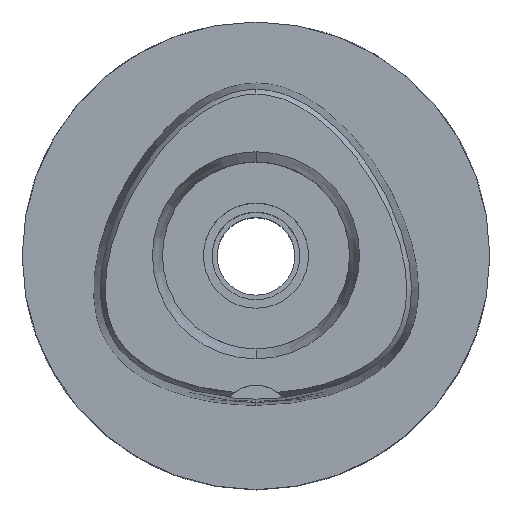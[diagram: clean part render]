
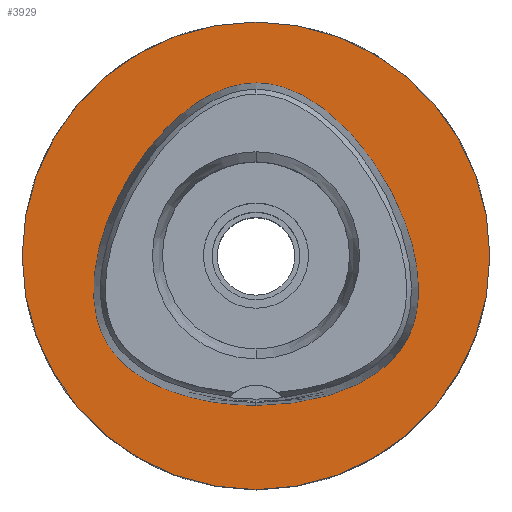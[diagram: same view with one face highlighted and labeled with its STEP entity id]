
A CAD part, top view. The second image highlights one B-rep face of the part: STEP entity #3929.
In plain terms, the highlighted planar face has unit normal (0, 0, 1).
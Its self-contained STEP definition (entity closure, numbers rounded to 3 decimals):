
#44 = CARTESIAN_POINT ( 'NONE',  ( 0., -40., 0. ) ) ;
#75 = CARTESIAN_POINT ( 'NONE',  ( -27.855, -5.338, 0. ) ) ;
#100 = EDGE_CURVE ( 'NONE', #1764, #5011, #381, .T. ) ;
#106 = FACE_OUTER_BOUND ( 'NONE', #5110, .T. ) ;
#152 = CARTESIAN_POINT ( 'NONE',  ( 24.775, -16.122, 0. ) ) ;
#153 = CARTESIAN_POINT ( 'NONE',  ( 0., 0., 0. ) ) ;
#171 = CARTESIAN_POINT ( 'NONE',  ( 22.339, 12.897, 0. ) ) ;
#381 = B_SPLINE_CURVE_WITH_KNOTS ( 'NONE', 3,
 ( #2103, #4175, #2983, #565, #539, #1327, #2908, #933, #152, #1740, #2158, #3746, #3331, #5000, #1421, #3007, #2504, #171, #4103, #4948, #1375, #1143, #2646, #5133, #5081 ),
 .UNSPECIFIED., .F., .F.,
 ( 4, 1, 1, 1, 1, 1, 1, 1, 1, 1, 1, 1, 1, 1, 1, 1, 1, 1, 1, 1, 1, 1, 4 ),
 ( 0., 0.083, 0.125, 0.167, 0.208, 0.25, 0.292, 0.313, 0.333, 0.354, 0.375, 0.417, 0.458, 0.5, 0.542, 0.583, 0.667, 0.75, 0.833, 0.875, 0.917, 0.958, 1. ),
 .UNSPECIFIED. ) ;
#386 = CARTESIAN_POINT ( 'NONE',  ( -6.692, -25.245, 0. ) ) ;
#413 = CARTESIAN_POINT ( 'NONE',  ( -26.772, 1.9, 0. ) ) ;
#539 = CARTESIAN_POINT ( 'NONE',  ( 15.298, -22.965, 0. ) ) ;
#565 = CARTESIAN_POINT ( 'NONE',  ( 11.74, -24.136, 0. ) ) ;
#567 = DIRECTION ( 'NONE',  ( 0., 0., -1. ) ) ;
#638 = CARTESIAN_POINT ( 'NONE',  ( 0., -25.575, 0. ) ) ;
#765 = EDGE_CURVE ( 'NONE', #4623, #4808, #4816, .T. ) ;
#773 = CARTESIAN_POINT ( 'NONE',  ( -27.101, -11.411, 0. ) ) ;
#802 = CARTESIAN_POINT ( 'NONE',  ( -17.753, 19.522, 0. ) ) ;
#888 = CARTESIAN_POINT ( 'NONE',  ( 0., 0., 0. ) ) ;
#933 = CARTESIAN_POINT ( 'NONE',  ( 23.433, -17.764, 0. ) ) ;
#934 = CARTESIAN_POINT ( 'NONE',  ( -13.218, 24.044, 0. ) ) ;
#944 = ORIENTED_EDGE ( 'NONE', *, *, #765, .F. ) ;
#1143 = CARTESIAN_POINT ( 'NONE',  ( 6.262, 28.351, 0. ) ) ;
#1272 = CARTESIAN_POINT ( 'NONE',  ( -15.298, -22.965, 0. ) ) ;
#1279 = FACE_BOUND ( 'NONE', #3496, .T. ) ;
#1310 = DIRECTION ( 'NONE',  ( 0., 0., -1. ) ) ;
#1327 = CARTESIAN_POINT ( 'NONE',  ( 18.55, -21.454, 0. ) ) ;
#1328 = CARTESIAN_POINT ( 'NONE',  ( -1.05, 29.575, 0. ) ) ;
#1330 = DIRECTION ( 'NONE',  ( 0., -1., 0. ) ) ;
#1375 = CARTESIAN_POINT ( 'NONE',  ( 9.305, 26.792, 0. ) ) ;
#1421 = CARTESIAN_POINT ( 'NONE',  ( 27.537, -1.766, 0. ) ) ;
#1509 = ORIENTED_EDGE ( 'NONE', *, *, #3889, .F. ) ;
#1558 = CARTESIAN_POINT ( 'NONE',  ( -23.433, -17.764, 0. ) ) ;
#1619 = EDGE_CURVE ( 'NONE', #5011, #1764, #4234, .T. ) ;
#1690 = PLANE ( 'NONE',  #2408 ) ;
#1722 = DIRECTION ( 'NONE',  ( 0., 1., 0. ) ) ;
#1740 = CARTESIAN_POINT ( 'NONE',  ( 25.638, -14.802, 0. ) ) ;
#1741 = DIRECTION ( 'NONE',  ( 0., -1., 0. ) ) ;
#1764 = VERTEX_POINT ( 'NONE', #638 ) ;
#2016 = CARTESIAN_POINT ( 'NONE',  ( -27.537, -1.766, 0. ) ) ;
#2044 = CARTESIAN_POINT ( 'NONE',  ( -11.74, -24.136, 0. ) ) ;
#2103 = CARTESIAN_POINT ( 'NONE',  ( 0., -25.575, 0. ) ) ;
#2158 = CARTESIAN_POINT ( 'NONE',  ( 26.349, -13.395, 0. ) ) ;
#2374 = CARTESIAN_POINT ( 'NONE',  ( -26.349, -13.395, 0. ) ) ;
#2393 = AXIS2_PLACEMENT_3D ( 'NONE', #4905, #567, #1330 ) ;
#2408 = AXIS2_PLACEMENT_3D ( 'NONE', #153, #4925, #1741 ) ;
#2425 = CARTESIAN_POINT ( 'NONE',  ( -25.638, -14.802, 0. ) ) ;
#2440 = ORIENTED_EDGE ( 'NONE', *, *, #100, .F. ) ;
#2473 = CIRCLE ( 'NONE', #2393, 40. ) ;
#2504 = CARTESIAN_POINT ( 'NONE',  ( 25.209, 6.827, 0. ) ) ;
#2527 = CARTESIAN_POINT ( 'NONE',  ( 0., 29.575, 0. ) ) ;
#2603 = CARTESIAN_POINT ( 'NONE',  ( -24.775, -16.122, 0. ) ) ;
#2646 = CARTESIAN_POINT ( 'NONE',  ( 3.149, 29.34, 0. ) ) ;
#2749 = CARTESIAN_POINT ( 'NONE',  ( -25.209, 6.827, 0. ) ) ;
#2766 = CARTESIAN_POINT ( 'NONE',  ( 0., 29.575, 0. ) ) ;
#2908 = CARTESIAN_POINT ( 'NONE',  ( 21.421, -19.599, 0. ) ) ;
#2909 = CARTESIAN_POINT ( 'NONE',  ( -6.262, 28.351, 0. ) ) ;
#2983 = CARTESIAN_POINT ( 'NONE',  ( 6.692, -25.245, 0. ) ) ;
#3007 = CARTESIAN_POINT ( 'NONE',  ( 26.772, 1.9, 0. ) ) ;
#3152 = CARTESIAN_POINT ( 'NONE',  ( -2.677, -25.575, 0. ) ) ;
#3203 = CARTESIAN_POINT ( 'NONE',  ( -27.684, -8.752, 0. ) ) ;
#3331 = CARTESIAN_POINT ( 'NONE',  ( 27.684, -8.752, 0. ) ) ;
#3496 = EDGE_LOOP ( 'NONE', ( #4110, #2440 ) ) ;
#3593 = CARTESIAN_POINT ( 'NONE',  ( 0., -25.575, 0. ) ) ;
#3746 = CARTESIAN_POINT ( 'NONE',  ( 27.101, -11.411, 0. ) ) ;
#3889 = EDGE_CURVE ( 'NONE', #4808, #4623, #2473, .T. ) ;
#3929 = ADVANCED_FACE ( 'NONE', ( #106, #1279 ), #1690, .F. ) ;
#4016 = CARTESIAN_POINT ( 'NONE',  ( -22.339, 12.897, 0. ) ) ;
#4103 = CARTESIAN_POINT ( 'NONE',  ( 17.753, 19.522, 0. ) ) ;
#4110 = ORIENTED_EDGE ( 'NONE', *, *, #1619, .F. ) ;
#4129 = CARTESIAN_POINT ( 'NONE',  ( -9.305, 26.792, 0. ) ) ;
#4175 = CARTESIAN_POINT ( 'NONE',  ( 2.677, -25.575, 0. ) ) ;
#4234 = B_SPLINE_CURVE_WITH_KNOTS ( 'NONE', 3,
 ( #2527, #1328, #4514, #2909, #4129, #934, #802, #4016, #2749, #413, #2016, #75, #3203, #773, #2374, #2425, #2603, #1558, #4432, #4359, #1272, #2044, #386, #3152, #3593 ),
 .UNSPECIFIED., .F., .F.,
 ( 4, 1, 1, 1, 1, 1, 1, 1, 1, 1, 1, 1, 1, 1, 1, 1, 1, 1, 1, 1, 1, 1, 4 ),
 ( 0., 0.042, 0.083, 0.125, 0.167, 0.25, 0.333, 0.417, 0.458, 0.5, 0.542, 0.583, 0.625, 0.646, 0.667, 0.688, 0.708, 0.75, 0.792, 0.833, 0.875, 0.917, 1. ),
 .UNSPECIFIED. ) ;
#4359 = CARTESIAN_POINT ( 'NONE',  ( -18.55, -21.454, 0. ) ) ;
#4432 = CARTESIAN_POINT ( 'NONE',  ( -21.421, -19.599, 0. ) ) ;
#4514 = CARTESIAN_POINT ( 'NONE',  ( -3.149, 29.34, 0. ) ) ;
#4567 = AXIS2_PLACEMENT_3D ( 'NONE', #888, #1310, #1722 ) ;
#4569 = CARTESIAN_POINT ( 'NONE',  ( 0., 40., 0. ) ) ;
#4623 = VERTEX_POINT ( 'NONE', #4569 ) ;
#4808 = VERTEX_POINT ( 'NONE', #44 ) ;
#4816 = CIRCLE ( 'NONE', #4567, 40. ) ;
#4905 = CARTESIAN_POINT ( 'NONE',  ( 0., 0., 0. ) ) ;
#4925 = DIRECTION ( 'NONE',  ( 0., 0., -1. ) ) ;
#4948 = CARTESIAN_POINT ( 'NONE',  ( 13.218, 24.044, 0. ) ) ;
#5000 = CARTESIAN_POINT ( 'NONE',  ( 27.855, -5.338, 0. ) ) ;
#5011 = VERTEX_POINT ( 'NONE', #2766 ) ;
#5081 = CARTESIAN_POINT ( 'NONE',  ( 0., 29.575, 0. ) ) ;
#5110 = EDGE_LOOP ( 'NONE', ( #944, #1509 ) ) ;
#5133 = CARTESIAN_POINT ( 'NONE',  ( 1.05, 29.575, 0. ) ) ;
